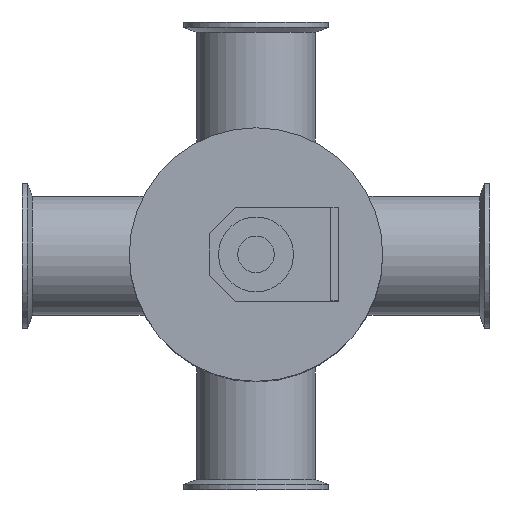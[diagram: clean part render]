
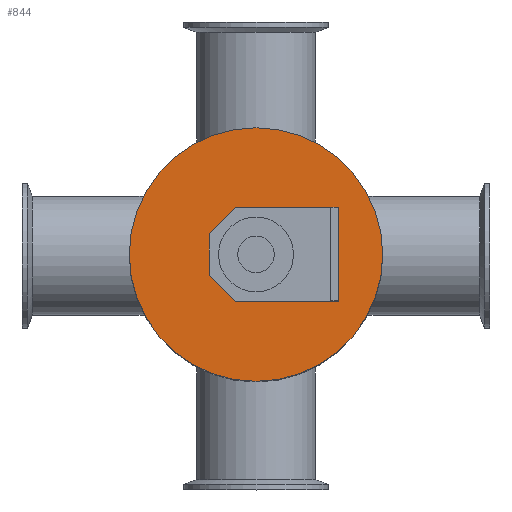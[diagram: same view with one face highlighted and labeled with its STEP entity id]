
A CAD part, top view. The second image highlights one B-rep face of the part: STEP entity #844.
In plain terms, the highlighted planar face has unit normal (0, 0, 1).
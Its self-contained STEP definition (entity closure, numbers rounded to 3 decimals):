
#200=FACE_OUTER_BOUND('',#270,.T.);
#270=EDGE_LOOP('',(#603));
#349=CIRCLE('',#985,67.75);
#407=VERTEX_POINT('',#1437);
#481=EDGE_CURVE('',#407,#407,#349,.T.);
#603=ORIENTED_EDGE('',*,*,#481,.F.);
#811=PLANE('',#984);
#844=ADVANCED_FACE('',(#200),#811,.T.);
#984=AXIS2_PLACEMENT_3D('',#1436,#1139,#1140);
#985=AXIS2_PLACEMENT_3D('',#1438,#1141,#1142);
#1139=DIRECTION('center_axis',(0.,0.,1.));
#1140=DIRECTION('ref_axis',(1.,0.,0.));
#1141=DIRECTION('center_axis',(0.,0.,-1.));
#1142=DIRECTION('ref_axis',(-1.,0.,0.));
#1436=CARTESIAN_POINT('Origin',(-33.875,0.,351.25));
#1437=CARTESIAN_POINT('',(67.75,0.,351.25));
#1438=CARTESIAN_POINT('Origin',(0.,0.,351.25));
